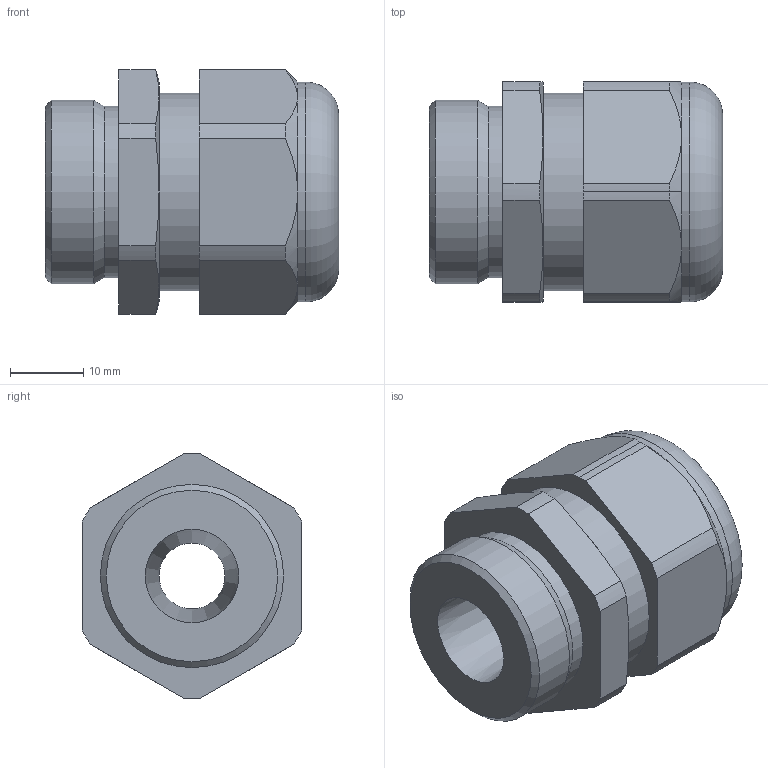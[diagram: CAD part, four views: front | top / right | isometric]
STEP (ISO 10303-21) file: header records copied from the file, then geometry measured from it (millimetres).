
FILE_DESCRIPTION(/* description */ ('Alibre Inc.'),/* implementation_level */ '2;1');
FILE_NAME(/* name */ 'export-B42870C6-DEB1-48BE-B048-1F6DB255D95C',/* time_stamp */ '2021-04-24T09:35:16+02:00',/* author */ (''),/* organization */ (''),/* preprocessor_version */ 'ST-DEVELOPER v17',/* originating_system */ 'Alibre',/* authorisation */ '');
FILE_SCHEMA (('AUTOMOTIVE_DESIGN'));
Length unit declared in the file: millimetre
Products named in the file (1): _SKINTOP ST-M 25x1,5      Art. Nr. 53111430(F=9)
Bounding box: 40 x 30 x 33.4 mm (x, y, z)
Volume: 22681.1 mm3; surface area: 6540 mm2
Topology: 1 solids, 1 shells, 86 faces, 223 edges, 144 vertices
Faces by surface type: cylinder 35, plane 33, cone 17, torus 1
Full cylindrical faces by diameter (mm): 9 x1, 23.38 x1, 25 x1, 26.9 x1, 30 x1
Entity records: 2618 total; most frequent: CARTESIAN_POINT 501, ORIENTED_EDGE 446, DIRECTION 430, EDGE_CURVE 223, AXIS2_PLACEMENT_3D 179, VERTEX_POINT 144, VECTOR 106, LINE 106
